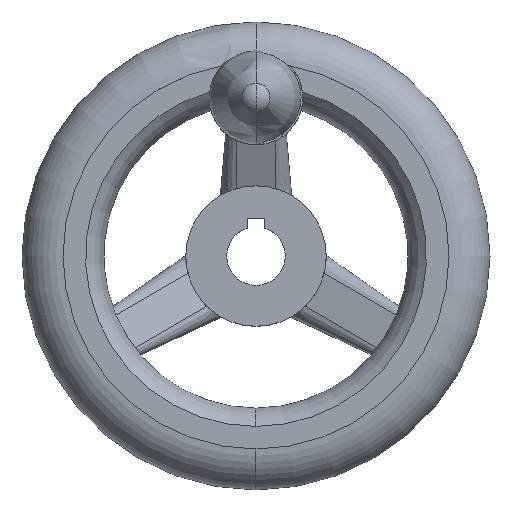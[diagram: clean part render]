
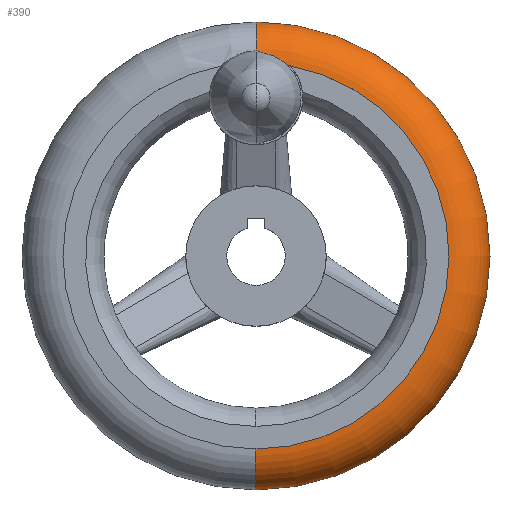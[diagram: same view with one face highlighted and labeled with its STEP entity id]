
A CAD part, top view. The second image highlights one B-rep face of the part: STEP entity #390.
In plain terms, the highlighted toroidal (fillet/blend) face has major radius 33 mm and minor radius 7 mm.
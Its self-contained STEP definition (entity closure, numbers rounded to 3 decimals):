
#390=ADVANCED_FACE('',(#942),#943,.T.);
#420=EDGE_CURVE('',#716,#514,#975,.T.);
#460=EDGE_CURVE('',#514,#732,#1017,.T.);
#462=EDGE_CURVE('',#720,#716,#1019,.T.);
#514=VERTEX_POINT('',#1078);
#592=VERTEX_POINT('',#1170);
#674=EDGE_CURVE('',#732,#592,#1259,.T.);
#710=EDGE_CURVE('',#592,#720,#1298,.T.);
#716=VERTEX_POINT('',#1304);
#720=VERTEX_POINT('',#1308);
#732=VERTEX_POINT('',#1321);
#942=FACE_OUTER_BOUND('',#1675,.T.);
#943=TOROIDAL_SURFACE('',#1676,33.0,7.0);
#975=CIRCLE('',#1727,7.0);
#1017=CIRCLE('',#1898,33.0);
#1019=CIRCLE('',#1901,40.0);
#1078=CARTESIAN_POINT('',(0.,33.0,29.0));
#1170=CARTESIAN_POINT('',(0.,-33.0,29.0));
#1259=CIRCLE('',#2278,33.0);
#1298=CIRCLE('',#2350,7.0);
#1304=CARTESIAN_POINT('',(0.,40.0,22.0));
#1308=CARTESIAN_POINT('',(0.,-40.0,22.0));
#1321=CARTESIAN_POINT('',(5.827,32.481,29.));
#1675=EDGE_LOOP('',(#2714,#2715,#2716,#2717,#2718));
#1676=AXIS2_PLACEMENT_3D('',#2719,#2720,#2721);
#1727=AXIS2_PLACEMENT_3D('',#2753,#2754,#2755);
#1898=AXIS2_PLACEMENT_3D('',#2787,#2788,#2789);
#1901=AXIS2_PLACEMENT_3D('',#2790,#2791,#2792);
#2278=AXIS2_PLACEMENT_3D('',#3108,#3109,#3110);
#2350=AXIS2_PLACEMENT_3D('',#3150,#3151,#3152);
#2714=ORIENTED_EDGE('',*,*,#462,.T.);
#2715=ORIENTED_EDGE('',*,*,#420,.T.);
#2716=ORIENTED_EDGE('',*,*,#460,.T.);
#2717=ORIENTED_EDGE('',*,*,#674,.T.);
#2718=ORIENTED_EDGE('',*,*,#710,.T.);
#2719=CARTESIAN_POINT('',(0.,0.,22.0));
#2720=DIRECTION('',(0.,0.,1.0));
#2721=DIRECTION('',(0.,1.0,0.0));
#2753=CARTESIAN_POINT('',(0.,33.0,22.0));
#2754=DIRECTION('',(1.0,0.,0.));
#2755=DIRECTION('',(0.,1.0,0.));
#2787=CARTESIAN_POINT('',(0.,0.,29.0));
#2788=DIRECTION('',(0.,0.,-1.0));
#2789=DIRECTION('',(0.,1.0,0.));
#2790=CARTESIAN_POINT('',(0.,0.,22.0));
#2791=DIRECTION('',(0.,0.,1.0));
#2792=DIRECTION('',(1.0,0.0,0.));
#3108=CARTESIAN_POINT('',(0.,0.,29.0));
#3109=DIRECTION('',(0.,0.,-1.0));
#3110=DIRECTION('',(0.,1.0,0.));
#3150=CARTESIAN_POINT('',(0.,-33.0,22.0));
#3151=DIRECTION('',(1.0,0.,0.));
#3152=DIRECTION('',(0.,-1.0,0.));
